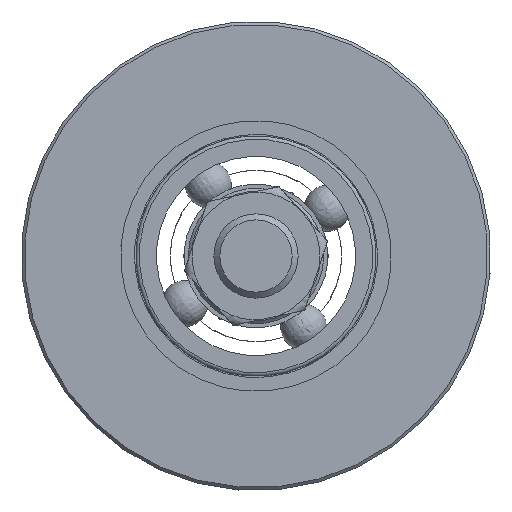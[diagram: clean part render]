
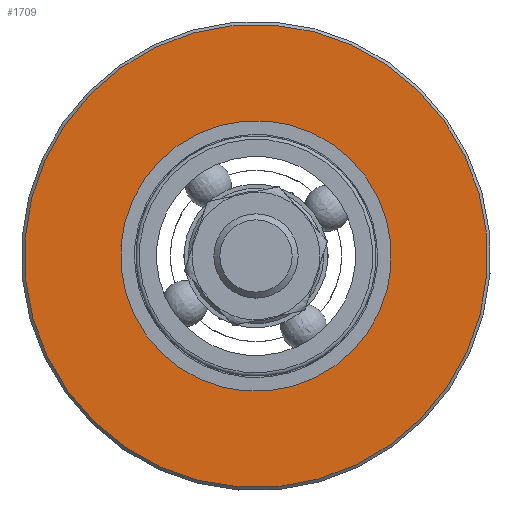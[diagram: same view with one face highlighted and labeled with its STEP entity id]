
A CAD part, front view. The second image highlights one B-rep face of the part: STEP entity #1709.
In plain terms, the highlighted planar face has unit normal (0, -1, 0).
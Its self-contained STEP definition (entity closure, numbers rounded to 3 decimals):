
#110=FACE_BOUND('',#330,.T.);
#145=PLANE('',#1877);
#219=FACE_OUTER_BOUND('',#329,.T.);
#329=EDGE_LOOP('',(#1228));
#330=EDGE_LOOP('',(#1229,#1230));
#582=CIRCLE('',#1874,38.5);
#584=CIRCLE('',#1878,22.5);
#585=CIRCLE('',#1879,22.5);
#724=VERTEX_POINT('',#2747);
#726=VERTEX_POINT('',#2755);
#727=VERTEX_POINT('',#2756);
#925=EDGE_CURVE('',#724,#724,#582,.T.);
#928=EDGE_CURVE('',#726,#727,#584,.T.);
#929=EDGE_CURVE('',#727,#726,#585,.T.);
#1228=ORIENTED_EDGE('',*,*,#925,.F.);
#1229=ORIENTED_EDGE('',*,*,#928,.T.);
#1230=ORIENTED_EDGE('',*,*,#929,.T.);
#1709=ADVANCED_FACE('',(#219,#110),#145,.F.);
#1874=AXIS2_PLACEMENT_3D('',#2749,#2213,#2214);
#1877=AXIS2_PLACEMENT_3D('',#2754,#2220,#2221);
#1878=AXIS2_PLACEMENT_3D('',#2757,#2222,#2223);
#1879=AXIS2_PLACEMENT_3D('',#2758,#2224,#2225);
#2213=DIRECTION('center_axis',(0.,1.,0.));
#2214=DIRECTION('ref_axis',(0.901,0.,0.434));
#2220=DIRECTION('center_axis',(0.,1.,0.));
#2221=DIRECTION('ref_axis',(0.901,0.,0.434));
#2222=DIRECTION('center_axis',(0.,1.,0.));
#2223=DIRECTION('ref_axis',(0.434,0.,-0.901));
#2224=DIRECTION('center_axis',(0.,1.,0.));
#2225=DIRECTION('ref_axis',(0.434,0.,-0.901));
#2747=CARTESIAN_POINT('',(-34.692,-12.5,-16.694));
#2749=CARTESIAN_POINT('Origin',(0.,-12.5,0.));
#2754=CARTESIAN_POINT('Origin',(0.,-12.5,0.));
#2755=CARTESIAN_POINT('',(9.756,-12.5,-20.275));
#2756=CARTESIAN_POINT('',(-9.756,-12.5,20.275));
#2757=CARTESIAN_POINT('Origin',(0.,-12.5,0.));
#2758=CARTESIAN_POINT('Origin',(0.,-12.5,0.));
